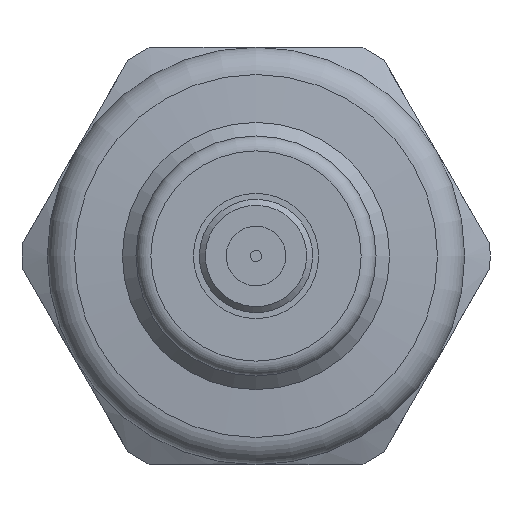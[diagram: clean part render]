
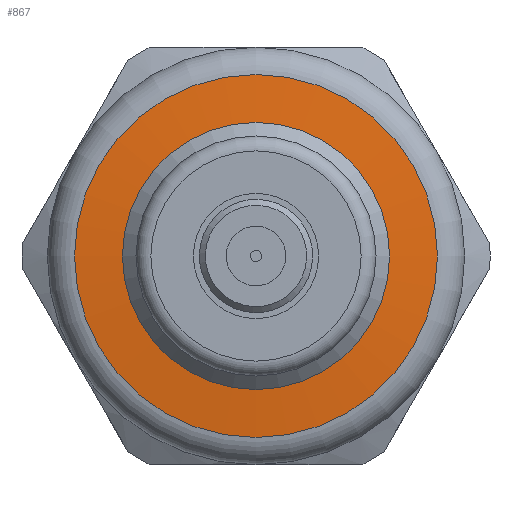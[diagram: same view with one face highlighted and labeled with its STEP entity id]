
A CAD part, left-side view. The second image highlights one B-rep face of the part: STEP entity #867.
In plain terms, the highlighted conical face has half-angle 85 degrees and reference radius 7.318 mm.
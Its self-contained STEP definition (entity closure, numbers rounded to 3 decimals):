
#59=CONICAL_SURFACE('',#989,7.318,1.484);
#83=LINE('',#1549,#112);
#112=VECTOR('',#1223,7.318);
#216=FACE_OUTER_BOUND('',#274,.T.);
#274=EDGE_LOOP('',(#731,#732,#733,#734,#735));
#332=CIRCLE('',#986,6.087);
#333=CIRCLE('',#987,6.087);
#335=CIRCLE('',#990,4.48);
#416=VERTEX_POINT('',#1541);
#417=VERTEX_POINT('',#1543);
#418=VERTEX_POINT('',#1548);
#526=EDGE_CURVE('',#416,#417,#332,.T.);
#527=EDGE_CURVE('',#417,#416,#333,.T.);
#529=EDGE_CURVE('',#417,#418,#83,.T.);
#530=EDGE_CURVE('',#418,#418,#335,.T.);
#731=ORIENTED_EDGE('',*,*,#527,.F.);
#732=ORIENTED_EDGE('',*,*,#529,.T.);
#733=ORIENTED_EDGE('',*,*,#530,.F.);
#734=ORIENTED_EDGE('',*,*,#529,.F.);
#735=ORIENTED_EDGE('',*,*,#526,.F.);
#867=ADVANCED_FACE('',(#216),#59,.T.);
#986=AXIS2_PLACEMENT_3D('',#1544,#1215,#1216);
#987=AXIS2_PLACEMENT_3D('',#1545,#1217,#1218);
#989=AXIS2_PLACEMENT_3D('',#1547,#1221,#1222);
#990=AXIS2_PLACEMENT_3D('',#1550,#1224,#1225);
#1215=DIRECTION('center_axis',(1.,0.,0.));
#1216=DIRECTION('ref_axis',(0.,-1.,0.));
#1217=DIRECTION('center_axis',(1.,0.,0.));
#1218=DIRECTION('ref_axis',(0.,-1.,0.));
#1221=DIRECTION('center_axis',(1.,0.,0.));
#1222=DIRECTION('ref_axis',(0.,1.,0.));
#1223=DIRECTION('',(-0.087,0.996,0.));
#1224=DIRECTION('center_axis',(-1.,0.,0.));
#1225=DIRECTION('ref_axis',(0.,1.,0.));
#1541=CARTESIAN_POINT('',(14.141,0.,6.087));
#1543=CARTESIAN_POINT('',(14.141,-6.087,0.));
#1544=CARTESIAN_POINT('Origin',(14.141,0.,0.));
#1545=CARTESIAN_POINT('Origin',(14.141,0.,0.));
#1547=CARTESIAN_POINT('Origin',(14.248,0.,0.));
#1548=CARTESIAN_POINT('',(14.,-4.48,0.));
#1549=CARTESIAN_POINT('',(14.248,-7.318,0.));
#1550=CARTESIAN_POINT('Origin',(14.,0.,0.));
